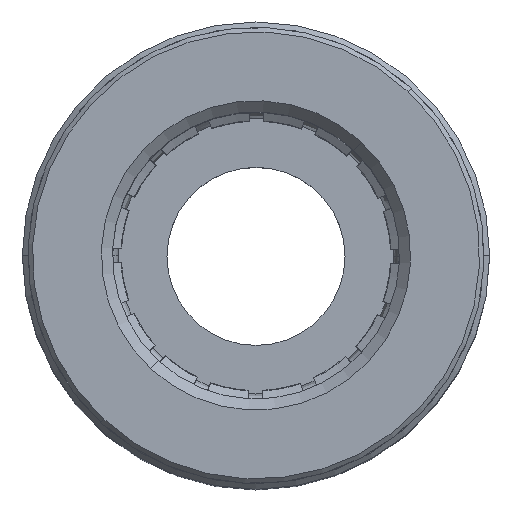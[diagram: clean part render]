
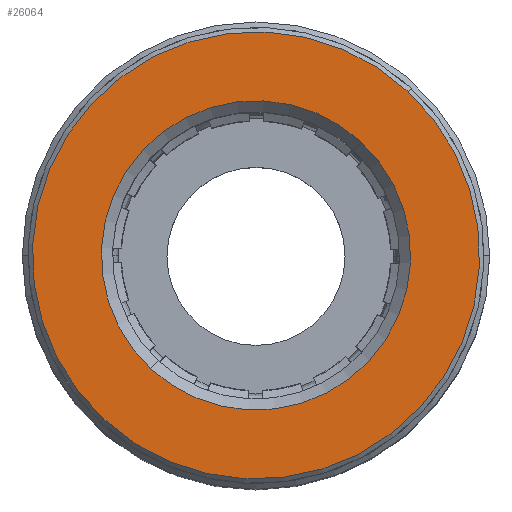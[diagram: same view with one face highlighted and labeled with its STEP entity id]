
A CAD part, top view. The second image highlights one B-rep face of the part: STEP entity #26064.
In plain terms, the highlighted planar face has unit normal (0, 0, 1).
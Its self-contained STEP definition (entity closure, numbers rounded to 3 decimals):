
#1097 = EDGE_CURVE ( 'NONE', #5137, #7487, #37327, .T. ) ;
#1136 = DIRECTION ( 'NONE',  ( -0.68, -0.733, 0. ) ) ;
#1185 = ORIENTED_EDGE ( 'NONE', *, *, #23067, .T. ) ;
#1792 = DIRECTION ( 'NONE',  ( 0., 0., 1. ) ) ;
#4649 = AXIS2_PLACEMENT_3D ( 'NONE', #6127, #27061, #9122 ) ;
#5137 = VERTEX_POINT ( 'NONE', #27377 ) ;
#5148 = FACE_OUTER_BOUND ( 'NONE', #30490, .T. ) ;
#6127 = CARTESIAN_POINT ( 'NONE',  ( 8.182, 10.558, 24.497 ) ) ;
#6995 = ORIENTED_EDGE ( 'NONE', *, *, #22675, .T. ) ;
#7005 = VERTEX_POINT ( 'NONE', #14501 ) ;
#7487 = VERTEX_POINT ( 'NONE', #29090 ) ;
#7738 = CIRCLE ( 'NONE', #37960, 6.95 ) ;
#9122 = DIRECTION ( 'NONE',  ( 0.68, 0.733, 0. ) ) ;
#12399 = ORIENTED_EDGE ( 'NONE', *, *, #1097, .T. ) ;
#13117 = FACE_BOUND ( 'NONE', #26705, .T. ) ;
#14501 = CARTESIAN_POINT ( 'NONE',  ( 12.907, 15.655, 24.497 ) ) ;
#15429 = VERTEX_POINT ( 'NONE', #24364 ) ;
#15854 = CARTESIAN_POINT ( 'NONE',  ( 8.182, 10.558, 24.497 ) ) ;
#16769 = CARTESIAN_POINT ( 'NONE',  ( 8.182, 10.558, 24.497 ) ) ;
#18241 = CIRCLE ( 'NONE', #4649, 6.95 ) ;
#18754 = CIRCLE ( 'NONE', #26968, 10.05 ) ;
#18874 = DIRECTION ( 'NONE',  ( 0.68, 0.733, 0. ) ) ;
#19109 = DIRECTION ( 'NONE',  ( 0., 0., 1. ) ) ;
#19765 = CARTESIAN_POINT ( 'NONE',  ( 8.182, 10.558, 24.497 ) ) ;
#19793 = DIRECTION ( 'NONE',  ( 0.68, 0.733, 0. ) ) ;
#19975 = EDGE_CURVE ( 'NONE', #7005, #15429, #7738, .T. ) ;
#22675 = EDGE_CURVE ( 'NONE', #7487, #5137, #18754, .T. ) ;
#22757 = DIRECTION ( 'NONE',  ( -0.68, -0.733, 0. ) ) ;
#23067 = EDGE_CURVE ( 'NONE', #15429, #7005, #18241, .T. ) ;
#23400 = AXIS2_PLACEMENT_3D ( 'NONE', #36992, #19109, #1136 ) ;
#24364 = CARTESIAN_POINT ( 'NONE',  ( 3.457, 5.462, 24.497 ) ) ;
#24715 = AXIS2_PLACEMENT_3D ( 'NONE', #15854, #36763, #18874 ) ;
#26064 = ADVANCED_FACE ( 'NONE', ( #13117, #5148 ), #33613, .T. ) ;
#26705 = EDGE_LOOP ( 'NONE', ( #27268, #1185 ) ) ;
#26968 = AXIS2_PLACEMENT_3D ( 'NONE', #19765, #1792, #22757 ) ;
#27061 = DIRECTION ( 'NONE',  ( 0., 0., -1. ) ) ;
#27268 = ORIENTED_EDGE ( 'NONE', *, *, #19975, .T. ) ;
#27377 = CARTESIAN_POINT ( 'NONE',  ( 15.015, 17.928, 24.497 ) ) ;
#29090 = CARTESIAN_POINT ( 'NONE',  ( 1.349, 3.189, 24.497 ) ) ;
#30490 = EDGE_LOOP ( 'NONE', ( #6995, #12399 ) ) ;
#33613 = PLANE ( 'NONE',  #24715 ) ;
#36763 = DIRECTION ( 'NONE',  ( 0., 0., 1. ) ) ;
#36992 = CARTESIAN_POINT ( 'NONE',  ( 8.182, 10.558, 24.497 ) ) ;
#37327 = CIRCLE ( 'NONE', #23400, 10.05 ) ;
#37679 = DIRECTION ( 'NONE',  ( 0., 0., -1. ) ) ;
#37960 = AXIS2_PLACEMENT_3D ( 'NONE', #16769, #37679, #19793 ) ;
